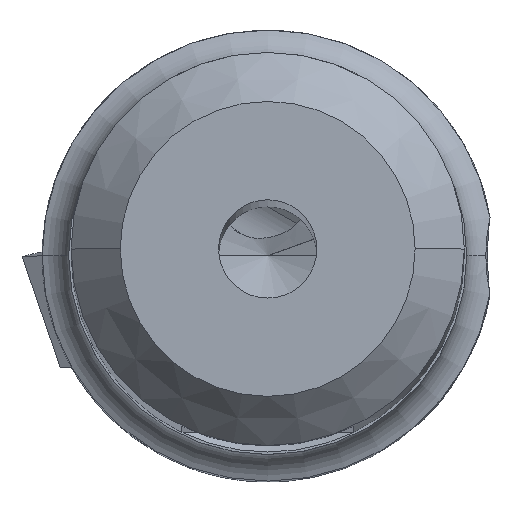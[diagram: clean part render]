
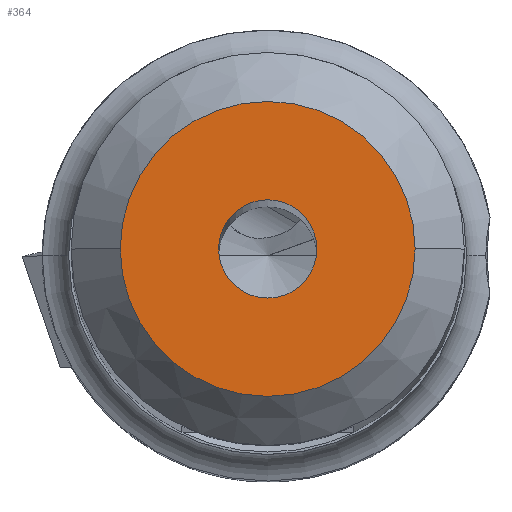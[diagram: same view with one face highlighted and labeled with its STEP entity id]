
A CAD part, top view. The second image highlights one B-rep face of the part: STEP entity #364.
In plain terms, the highlighted planar face has unit normal (0, 0, 1).
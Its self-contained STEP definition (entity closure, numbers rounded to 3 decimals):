
#364=ADVANCED_FACE('',(#453,#454),#434,.T.);
#434=PLANE('',#2273);
#453=FACE_BOUND('',#529,.T.);
#454=FACE_BOUND('',#530,.T.);
#529=EDGE_LOOP('',(#938,#939,#940,#941));
#530=EDGE_LOOP('',(#942,#943));
#938=ORIENTED_EDGE('',*,*,#1563,.T.);
#939=ORIENTED_EDGE('',*,*,#1567,.T.);
#940=ORIENTED_EDGE('',*,*,#1566,.T.);
#941=ORIENTED_EDGE('',*,*,#1564,.T.);
#942=ORIENTED_EDGE('',*,*,#1568,.T.);
#943=ORIENTED_EDGE('',*,*,#1569,.T.);
#1302=VERTEX_POINT('',#3757);
#1303=VERTEX_POINT('',#3759);
#1304=VERTEX_POINT('',#3761);
#1305=VERTEX_POINT('',#3765);
#1306=VERTEX_POINT('',#3769);
#1307=VERTEX_POINT('',#3770);
#1563=EDGE_CURVE('',#1303,#1302,#1732,.T.);
#1564=EDGE_CURVE('',#1304,#1303,#1733,.T.);
#1566=EDGE_CURVE('',#1305,#1304,#1734,.T.);
#1567=EDGE_CURVE('',#1302,#1305,#1735,.T.);
#1568=EDGE_CURVE('',#1306,#1307,#1736,.T.);
#1569=EDGE_CURVE('',#1307,#1306,#1737,.T.);
#1732=CIRCLE('',#2265,3.);
#1733=CIRCLE('',#2266,3.);
#1734=CIRCLE('',#2268,3.);
#1735=CIRCLE('',#2269,3.);
#1736=CIRCLE('',#2271,1.);
#1737=CIRCLE('',#2272,1.);
#2265=AXIS2_PLACEMENT_3D('',#3758,#2738,#2739);
#2266=AXIS2_PLACEMENT_3D('',#3760,#2740,#2741);
#2268=AXIS2_PLACEMENT_3D('',#3764,#2745,#2746);
#2269=AXIS2_PLACEMENT_3D('',#3766,#2747,#2748);
#2271=AXIS2_PLACEMENT_3D('',#3768,#2751,#2752);
#2272=AXIS2_PLACEMENT_3D('',#3771,#2753,#2754);
#2273=AXIS2_PLACEMENT_3D('',#3772,#2755,#2756);
#2738=DIRECTION('',(0.,0.,1.));
#2739=DIRECTION('',(0.,1.,0.));
#2740=DIRECTION('',(0.,0.,1.));
#2741=DIRECTION('',(1.,0.,0.));
#2745=DIRECTION('',(0.,0.,1.));
#2746=DIRECTION('',(0.,-1.,0.));
#2747=DIRECTION('',(0.,0.,1.));
#2748=DIRECTION('',(-1.,0.,0.));
#2751=DIRECTION('',(0.,0.,-1.));
#2752=DIRECTION('',(-1.,0.,0.));
#2753=DIRECTION('',(0.,0.,-1.));
#2754=DIRECTION('',(1.,0.,0.));
#2755=DIRECTION('',(0.,0.,1.));
#2756=DIRECTION('',(-1.,0.,0.));
#3757=CARTESIAN_POINT('',(-3.,0.,0.));
#3758=CARTESIAN_POINT('',(0.,0.,0.));
#3759=CARTESIAN_POINT('',(0.,3.,0.));
#3760=CARTESIAN_POINT('',(0.,0.,0.));
#3761=CARTESIAN_POINT('',(3.,0.,0.));
#3764=CARTESIAN_POINT('',(0.,0.,0.));
#3765=CARTESIAN_POINT('',(0.,-3.,0.));
#3766=CARTESIAN_POINT('',(0.,0.,0.));
#3768=CARTESIAN_POINT('',(0.,0.,0.));
#3769=CARTESIAN_POINT('',(-1.,0.,0.));
#3770=CARTESIAN_POINT('',(1.,0.,0.));
#3771=CARTESIAN_POINT('',(0.,0.,0.));
#3772=CARTESIAN_POINT('',(0.,0.003,0.));
